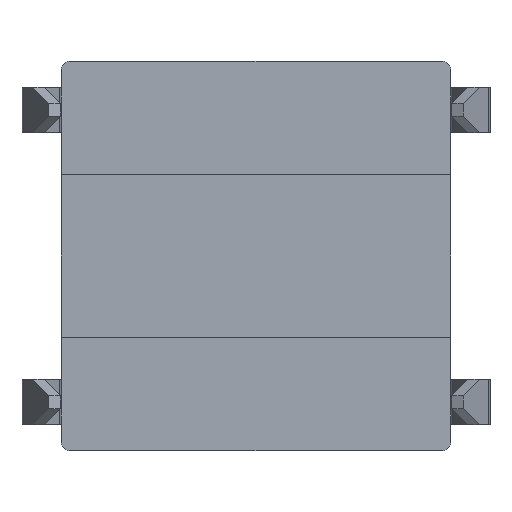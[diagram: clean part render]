
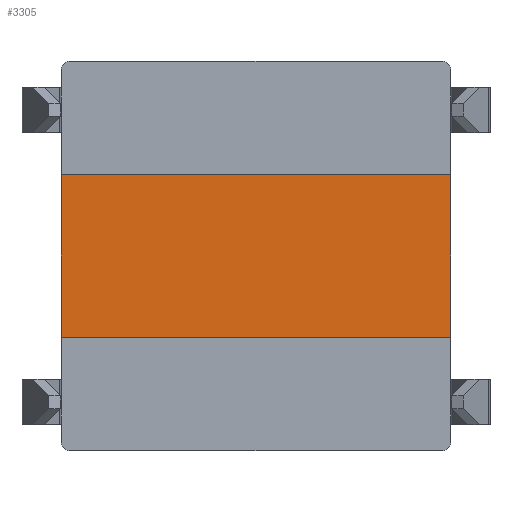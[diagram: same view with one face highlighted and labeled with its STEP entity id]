
A CAD part, front view. The second image highlights one B-rep face of the part: STEP entity #3305.
In plain terms, the highlighted planar face has unit normal (0, -1, 0).
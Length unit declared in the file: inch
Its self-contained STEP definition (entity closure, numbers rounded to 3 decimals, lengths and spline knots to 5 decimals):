
#24 = CARTESIAN_POINT ( 'NONE',  ( 0.11811, 0.00394, 0.04921 ) ) ;
#50 = CARTESIAN_POINT ( 'NONE',  ( 0.11811, 0.00394, -0.04921 ) ) ;
#115 = VERTEX_POINT ( 'NONE', #2664 ) ;
#142 = ORIENTED_EDGE ( 'NONE', *, *, #976, .F. ) ;
#215 = VECTOR ( 'NONE', #1089, 39.37008 ) ;
#254 = DIRECTION ( 'NONE',  ( 1., 0., 0. ) ) ;
#395 = VERTEX_POINT ( 'NONE', #24 ) ;
#412 = VECTOR ( 'NONE', #1674, 39.37008 ) ;
#487 = CARTESIAN_POINT ( 'NONE',  ( -0.15551, 0.00394, -0.04921 ) ) ;
#615 = DIRECTION ( 'NONE',  ( 1., 0., 0. ) ) ;
#729 = EDGE_CURVE ( 'NONE', #115, #2279, #2957, .T. ) ;
#958 = VECTOR ( 'NONE', #254, 39.37008 ) ;
#976 = EDGE_CURVE ( 'NONE', #115, #3071, #2293, .T. ) ;
#1089 = DIRECTION ( 'NONE',  ( 1., 0., 0. ) ) ;
#1115 = ORIENTED_EDGE ( 'NONE', *, *, #1145, .T. ) ;
#1145 = EDGE_CURVE ( 'NONE', #2279, #395, #2283, .T. ) ;
#1310 = VECTOR ( 'NONE', #1782, 39.37008 ) ;
#1503 = AXIS2_PLACEMENT_3D ( 'NONE', #1969, #2543, #615 ) ;
#1674 = DIRECTION ( 'NONE',  ( 0., 0., 1. ) ) ;
#1781 = LINE ( 'NONE', #2617, #958 ) ;
#1782 = DIRECTION ( 'NONE',  ( 0., 0., 1. ) ) ;
#1783 = PLANE ( 'NONE',  #1503 ) ;
#1969 = CARTESIAN_POINT ( 'NONE',  ( -0.15551, 0.00394, 0.04921 ) ) ;
#2279 = VERTEX_POINT ( 'NONE', #50 ) ;
#2283 = LINE ( 'NONE', #2303, #412 ) ;
#2293 = LINE ( 'NONE', #3448, #1310 ) ;
#2303 = CARTESIAN_POINT ( 'NONE',  ( 0.11811, 0.00394, 0.04921 ) ) ;
#2394 = CARTESIAN_POINT ( 'NONE',  ( -0.11811, 0.00394, 0.04921 ) ) ;
#2543 = DIRECTION ( 'NONE',  ( 0., 1., 0. ) ) ;
#2583 = FACE_OUTER_BOUND ( 'NONE', #3119, .T. ) ;
#2617 = CARTESIAN_POINT ( 'NONE',  ( -0.15551, 0.00394, 0.04921 ) ) ;
#2664 = CARTESIAN_POINT ( 'NONE',  ( -0.11811, 0.00394, -0.04921 ) ) ;
#2674 = ORIENTED_EDGE ( 'NONE', *, *, #2716, .F. ) ;
#2716 = EDGE_CURVE ( 'NONE', #3071, #395, #1781, .T. ) ;
#2787 = ORIENTED_EDGE ( 'NONE', *, *, #729, .T. ) ;
#2957 = LINE ( 'NONE', #487, #215 ) ;
#3071 = VERTEX_POINT ( 'NONE', #2394 ) ;
#3119 = EDGE_LOOP ( 'NONE', ( #2787, #1115, #2674, #142 ) ) ;
#3305 = ADVANCED_FACE ( 'NONE', ( #2583 ), #1783, .F. ) ;
#3448 = CARTESIAN_POINT ( 'NONE',  ( -0.11811, 0.00394, -0.11811 ) ) ;
